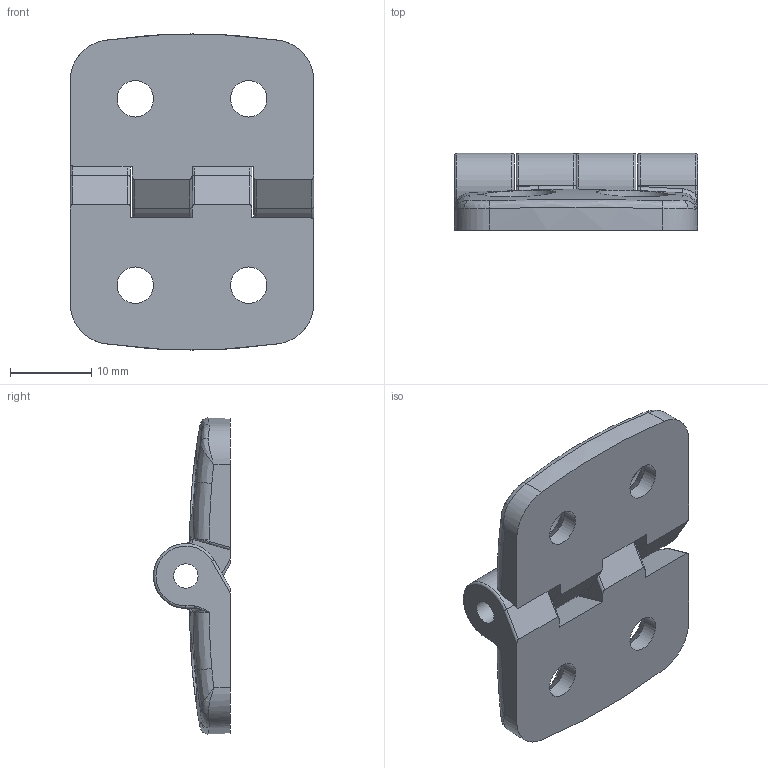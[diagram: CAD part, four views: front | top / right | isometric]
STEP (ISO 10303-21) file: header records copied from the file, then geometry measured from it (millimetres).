
FILE_DESCRIPTION(/* description */ (''),/* implementation_level */ '2;1');
FILE_NAME(/* name */ '615012.stp',/* time_stamp */ '2018-08-11T11:03:28+02:00',/* author */ ('Špaček'),/* organization */ ('Alutec K&K'),/* preprocessor_version */ 'ST-DEVELOPER v16.1',/* originating_system */ 'Autodesk Inventor 2016',/* authorisation */ '');
FILE_SCHEMA (('AUTOMOTIVE_DESIGN { 1 0 10303 214 3 1 1 }'));
Length unit declared in the file: millimetre
Products named in the file (2): 095012r_095 012 r; 615012
Assembly tree (2 placements, depth 2):
  615012
    095012r_095 012 r  x2
Bounding box: 30 x 9.5 x 39 mm (x, y, z)
Volume: 4908.7 mm3; surface area: 3782.3 mm2
Topology: 2 solids, 2 shells, 126 faces, 334 edges, 202 vertices
Faces by surface type: bspline 52, cylinder 38, plane 24, torus 8, cone 4
Full cylindrical faces by diameter (mm): 3 x4, 4.5 x4
Entity records: 2730 total; most frequent: CARTESIAN_POINT 1323, ORIENTED_EDGE 308, DIRECTION 248, EDGE_CURVE 154, AXIS2_PLACEMENT_3D 104, VERTEX_POINT 97, EDGE_LOOP 75, FACE_OUTER_BOUND 63
